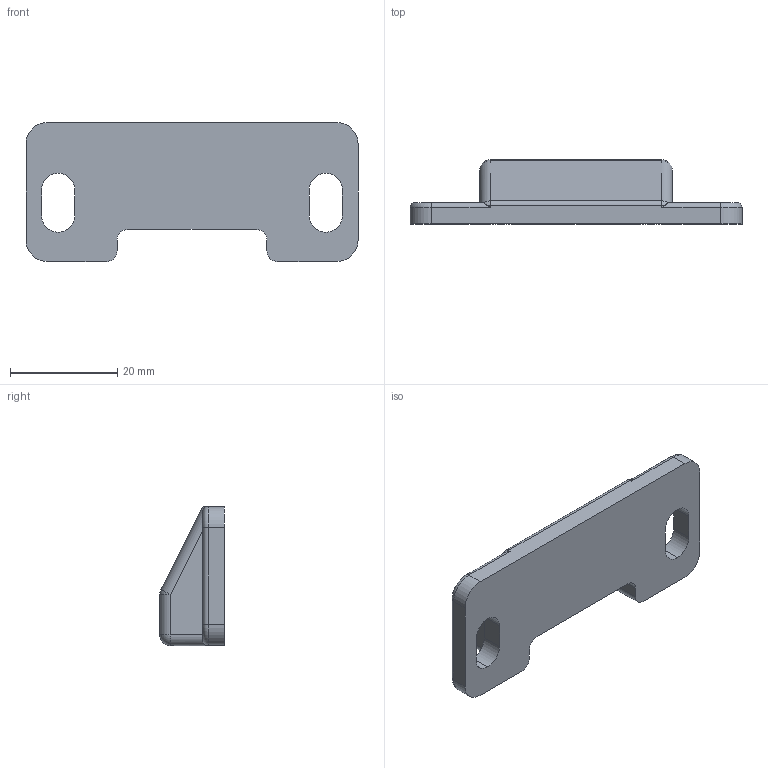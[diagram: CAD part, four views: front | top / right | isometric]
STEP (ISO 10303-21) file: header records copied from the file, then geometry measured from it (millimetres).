
FILE_DESCRIPTION (( 'STEP AP203' ), '1' );
FILE_NAME ('sone3D.STEP', '2013-11-29T01:52:13', ( '' ), ( '' ), 'SwSTEP 2.0', 'SolidWorks 2012', '' );
FILE_SCHEMA (( 'CONFIG_CONTROL_DESIGN' ));
Length unit declared in the file: millimetre
Products named in the file (1): sone3D
Bounding box: 62 x 12 x 26 mm (x, y, z)
Volume: 9001.2 mm3; surface area: 4163.6 mm2
Topology: 1 solids, 1 shells, 61 faces, 153 edges, 90 vertices
Faces by surface type: cylinder 32, plane 19, torus 4, sphere 4, bspline 2
Entity records: 1914 total; most frequent: CARTESIAN_POINT 405, DIRECTION 307, ORIENTED_EDGE 298, EDGE_CURVE 149, AXIS2_PLACEMENT_3D 114, VERTEX_POINT 90, VECTOR 79, LINE 79
